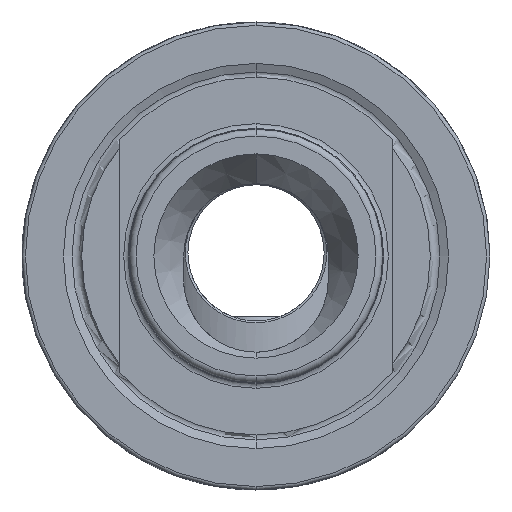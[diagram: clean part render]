
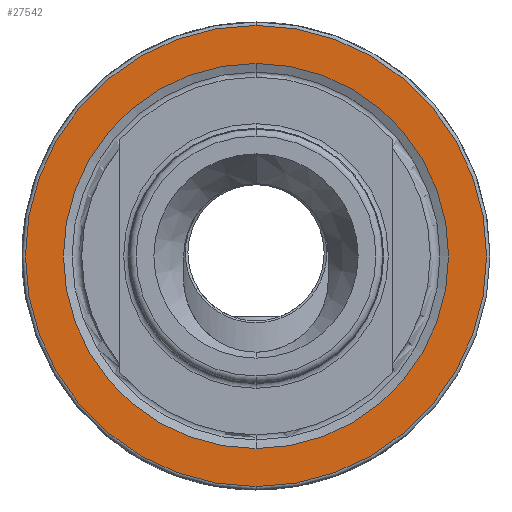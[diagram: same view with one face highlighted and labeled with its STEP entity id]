
A CAD part, left-side view. The second image highlights one B-rep face of the part: STEP entity #27542.
In plain terms, the highlighted planar face has unit normal (-1, 0, 0).
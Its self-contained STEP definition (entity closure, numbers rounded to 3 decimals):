
#4972 = CIRCLE ( 'NONE', #5497, 22.632 ) ;
#4973 = CIRCLE ( 'NONE', #5498, 27.1 ) ;
#5497 = AXIS2_PLACEMENT_3D ( 'NONE', #8039, #8040, #8041 ) ;
#5498 = AXIS2_PLACEMENT_3D ( 'NONE', #8043, #8044, #8045 ) ;
#5784 = AXIS2_PLACEMENT_3D ( 'NONE', #16366, #16367, #16368 ) ;
#5787 = AXIS2_PLACEMENT_3D ( 'NONE', #16378, #16379, #16380 ) ;
#8039 = CARTESIAN_POINT ( 'NONE',  ( 30., 0., 0. ) ) ;
#8040 = DIRECTION ( 'NONE',  ( -1., 0., 0. ) ) ;
#8041 = DIRECTION ( 'NONE',  ( 0., 0., 1. ) ) ;
#8043 = CARTESIAN_POINT ( 'NONE',  ( 30., 0., 0. ) ) ;
#8044 = DIRECTION ( 'NONE',  ( -1., 0., 0. ) ) ;
#8045 = DIRECTION ( 'NONE',  ( 0., 0., 1. ) ) ;
#13676 = CIRCLE ( 'NONE', #5784, 27.1 ) ;
#13679 = CIRCLE ( 'NONE', #5787, 22.632 ) ;
#15588 = CARTESIAN_POINT ( 'NONE',  ( 30., 0., 27.1 ) ) ;
#15589 = CARTESIAN_POINT ( 'NONE',  ( 30., 0., -27.1 ) ) ;
#15593 = CARTESIAN_POINT ( 'NONE',  ( 30., 0., -22.632 ) ) ;
#15594 = CARTESIAN_POINT ( 'NONE',  ( 30., 0., 22.632 ) ) ;
#16366 = CARTESIAN_POINT ( 'NONE',  ( 30., 0., 0. ) ) ;
#16367 = DIRECTION ( 'NONE',  ( -1., 0., 0. ) ) ;
#16368 = DIRECTION ( 'NONE',  ( 0., 0., 1. ) ) ;
#16378 = CARTESIAN_POINT ( 'NONE',  ( 30., 0., 0. ) ) ;
#16379 = DIRECTION ( 'NONE',  ( -1., 0., 0. ) ) ;
#16380 = DIRECTION ( 'NONE',  ( 0., 0., 1. ) ) ;
#17591 = FACE_OUTER_BOUND ( 'NONE', #25112, .T. ) ;
#17593 = FACE_BOUND ( 'NONE', #25117, .T. ) ;
#18331 = CARTESIAN_POINT ( 'NONE',  ( 30., 0., 22.632 ) ) ;
#18337 = PLANE ( 'NONE',  #18915 ) ;
#18339 = DIRECTION ( 'NONE',  ( 1., 0., 0. ) ) ;
#18340 = DIRECTION ( 'NONE',  ( 0., 0., -1. ) ) ;
#18915 = AXIS2_PLACEMENT_3D ( 'NONE', #18331, #18339, #18340 ) ;
#22956 = EDGE_CURVE ( 'NONE', #26417, #26416, #4972, .T. ) ;
#22957 = EDGE_CURVE ( 'NONE', #26412, #26411, #4973, .T. ) ;
#25112 = EDGE_LOOP ( 'NONE', ( #25778, #25779 ) ) ;
#25117 = EDGE_LOOP ( 'NONE', ( #25776, #25777 ) ) ;
#25776 = ORIENTED_EDGE ( 'NONE', *, *, #22956, .F. ) ;
#25777 = ORIENTED_EDGE ( 'NONE', *, *, #26545, .F. ) ;
#25778 = ORIENTED_EDGE ( 'NONE', *, *, #26541, .T. ) ;
#25779 = ORIENTED_EDGE ( 'NONE', *, *, #22957, .T. ) ;
#26411 = VERTEX_POINT ( 'NONE', #15588 ) ;
#26412 = VERTEX_POINT ( 'NONE', #15589 ) ;
#26416 = VERTEX_POINT ( 'NONE', #15593 ) ;
#26417 = VERTEX_POINT ( 'NONE', #15594 ) ;
#26541 = EDGE_CURVE ( 'NONE', #26411, #26412, #13676, .T. ) ;
#26545 = EDGE_CURVE ( 'NONE', #26416, #26417, #13679, .T. ) ;
#27542 = ADVANCED_FACE ( 'NONE', ( #17593, #17591 ), #18337, .F. ) ;
